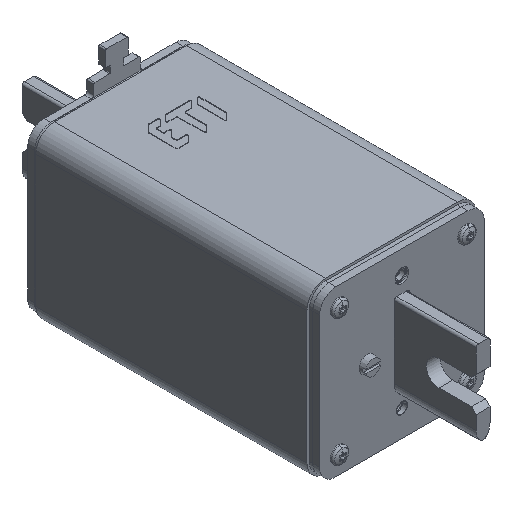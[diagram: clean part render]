
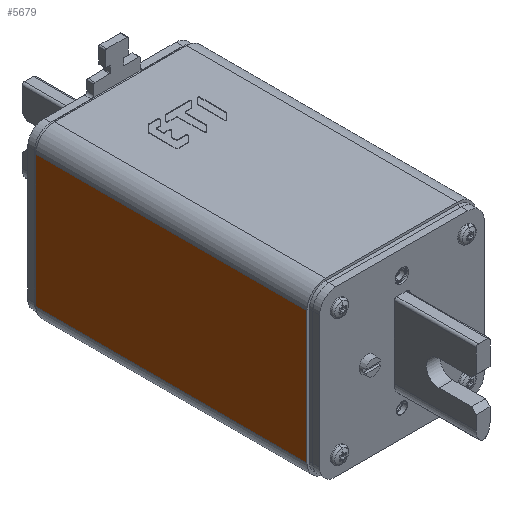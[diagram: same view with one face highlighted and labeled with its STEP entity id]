
A CAD part, isometric view. The second image highlights one B-rep face of the part: STEP entity #5679.
In plain terms, the highlighted face is planar.
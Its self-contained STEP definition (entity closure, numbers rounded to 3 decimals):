
#2782=DIRECTION('',(0.,1.,0.));
#2783=VECTOR('',#2782,57.);
#2784=CARTESIAN_POINT('',(36.5,-28.5,-58.5));
#2785=LINE('',#2784,#2783);
#2853=DIRECTION('',(0.,0.,1.));
#2854=VECTOR('',#2853,117.);
#2855=CARTESIAN_POINT('',(36.5,28.5,-58.5));
#2856=LINE('',#2855,#2854);
#2867=DIRECTION('',(0.,1.,0.));
#2868=VECTOR('',#2867,57.);
#2869=CARTESIAN_POINT('',(36.5,-28.5,58.5));
#2870=LINE('',#2869,#2868);
#2881=DIRECTION('',(0.,0.,-1.));
#2882=VECTOR('',#2881,117.);
#2883=CARTESIAN_POINT('',(36.5,-28.5,58.5));
#2884=LINE('',#2883,#2882);
#5175=CARTESIAN_POINT('',(36.5,28.5,-58.5));
#5177=VERTEX_POINT('',#5175);
#5189=CARTESIAN_POINT('',(36.5,-28.5,-58.5));
#5190=VERTEX_POINT('',#5189);
#5207=CARTESIAN_POINT('',(36.5,28.5,58.5));
#5208=VERTEX_POINT('',#5207);
#5211=CARTESIAN_POINT('',(36.5,-28.5,58.5));
#5212=VERTEX_POINT('',#5211);
#5666=CARTESIAN_POINT('',(36.5,-36.5,-58.5));
#5667=DIRECTION('',(1.,0.,0.));
#5668=DIRECTION('',(0.,1.,0.));
#5669=AXIS2_PLACEMENT_3D('',#5666,#5667,#5668);
#5670=PLANE('',#5669);
#5671=ORIENTED_EDGE('',*,*,#5657,.F.);
#5672=ORIENTED_EDGE('',*,*,#5622,.F.);
#5674=ORIENTED_EDGE('',*,*,#5673,.F.);
#5676=ORIENTED_EDGE('',*,*,#5675,.T.);
#5677=EDGE_LOOP('',(#5671,#5672,#5674,#5676));
#5678=FACE_OUTER_BOUND('',#5677,.F.);
#5622=EDGE_CURVE('',#5190,#5177,#2785,.T.);
#5657=EDGE_CURVE('',#5177,#5208,#2856,.T.);
#5673=EDGE_CURVE('',#5212,#5190,#2884,.T.);
#5675=EDGE_CURVE('',#5212,#5208,#2870,.T.);
#5679=ADVANCED_FACE('',(#5678),#5670,.T.);
